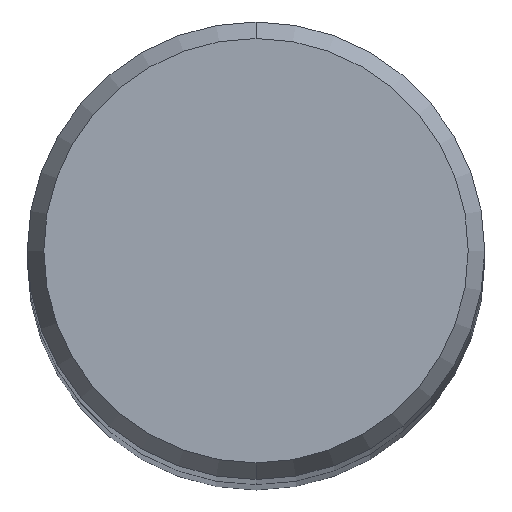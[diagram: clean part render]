
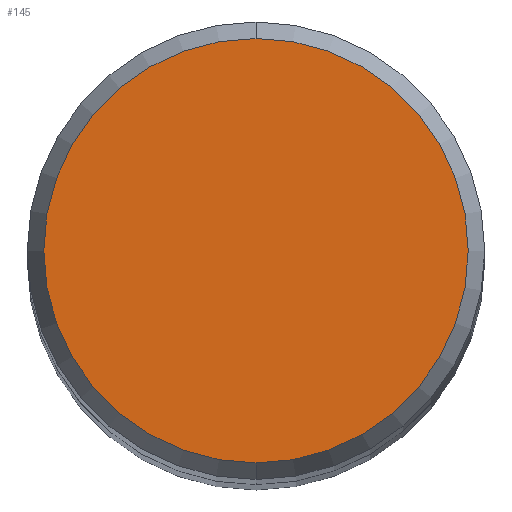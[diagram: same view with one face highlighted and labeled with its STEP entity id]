
A CAD part, top view. The second image highlights one B-rep face of the part: STEP entity #145.
In plain terms, the highlighted planar face has unit normal (0, 0, 1).
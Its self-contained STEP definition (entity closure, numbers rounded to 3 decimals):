
#89=EDGE_CURVE('',#103,#105,#210,.T.);
#103=VERTEX_POINT('',#226);
#105=VERTEX_POINT('',#228);
#139=EDGE_CURVE('',#105,#103,#266,.T.);
#145=ADVANCED_FACE('',(#272),#273,.T.);
#210=CIRCLE('',#336,5.892);
#226=CARTESIAN_POINT('',(0.,-5.892,0.0));
#228=CARTESIAN_POINT('',(0.0,5.892,0.0));
#266=CIRCLE('',#406,5.892);
#272=FACE_OUTER_BOUND('',#413,.T.);
#273=PLANE('',#414);
#336=AXIS2_PLACEMENT_3D('',#488,#489,#490);
#406=AXIS2_PLACEMENT_3D('',#547,#548,#549);
#413=EDGE_LOOP('',(#554,#555));
#414=AXIS2_PLACEMENT_3D('',#556,#557,#558);
#488=CARTESIAN_POINT('',(0.0,0.0,0.0));
#489=DIRECTION('',(0.0,0.0,-1.0));
#490=DIRECTION('',(0.0,1.0,0.0));
#547=CARTESIAN_POINT('',(0.0,0.0,0.0));
#548=DIRECTION('',(0.0,0.0,-1.0));
#549=DIRECTION('',(0.0,1.0,0.0));
#554=ORIENTED_EDGE('',*,*,#139,.F.);
#555=ORIENTED_EDGE('',*,*,#89,.F.);
#556=CARTESIAN_POINT('',(0.0,2.946,0.0));
#557=DIRECTION('',(-0.0,0.0,1.0));
#558=DIRECTION('',(0.0,-1.0,0.0));
